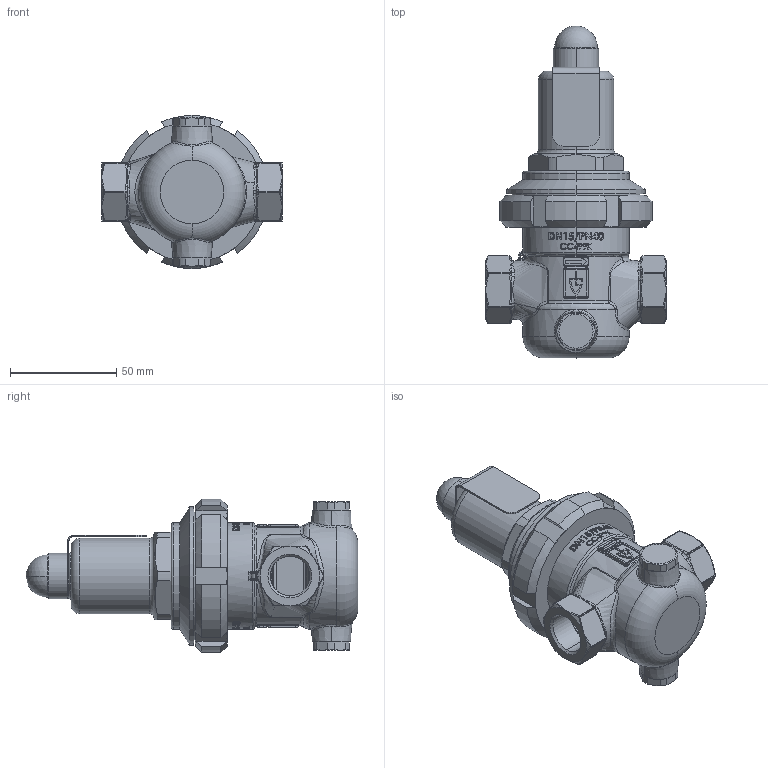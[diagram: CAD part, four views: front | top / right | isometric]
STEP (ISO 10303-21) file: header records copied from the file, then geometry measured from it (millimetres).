
FILE_DESCRIPTION (( 'STEP AP214' ), '1' );
FILE_NAME ('681mGFO-LP-15-f+f-15+15.STEP', '2016-04-12T08:31:17', ( '' ), ( '' ), 'SwSTEP 2.0', 'SolidWorks 2016', '' );
FILE_SCHEMA (( 'AUTOMOTIVE_DESIGN' ));
Length unit declared in the file: millimetre
Products named in the file (1): 681mGFO-LP-15-f+f-15+15
Bounding box: 85 x 156.1 x 72 mm (x, y, z)
Volume: 133247.5 mm3; surface area: 76299.2 mm2
Topology: 10 solids, 10 shells, 1457 faces, 3651 edges, 2221 vertices
Faces by surface type: plane 439, bspline 418, cylinder 330, torus 115, cone 115, sphere 40
Entity records: 87255 total; most frequent: CARTESIAN_POINT 39596, ORIENTED_EDGE 7172, DIRECTION 5798, EDGE_CURVE 3586, AXIS2_PLACEMENT_3D 2296, VERTEX_POINT 2218, EDGE_LOOP 1550, UNCERTAINTY_MEASURE_WITH_UNIT 1469
